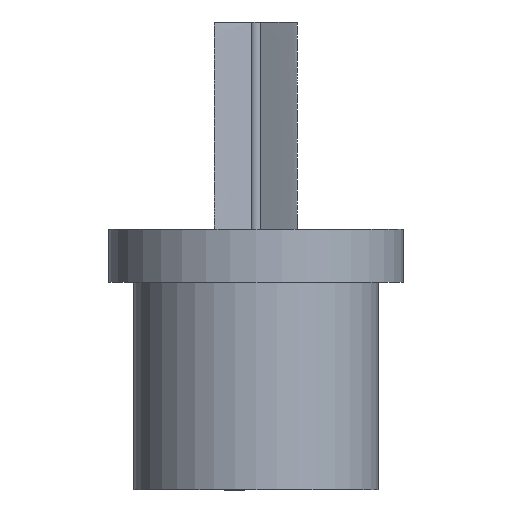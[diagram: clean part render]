
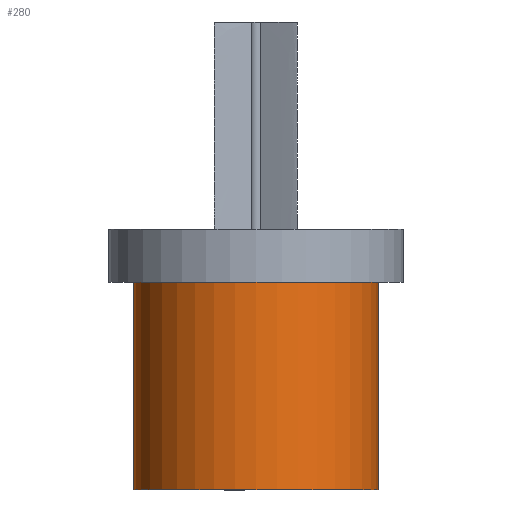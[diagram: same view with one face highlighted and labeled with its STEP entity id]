
A CAD part, front view. The second image highlights one B-rep face of the part: STEP entity #280.
In plain terms, the highlighted cylindrical face has radius 39.25 mm (diameter 78.5 mm), a full revolution.
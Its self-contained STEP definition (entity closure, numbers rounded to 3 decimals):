
#37=LINE('',#462,#48);
#48=VECTOR('',#390,39.25);
#59=CYLINDRICAL_SURFACE('',#327,39.25);
#77=FACE_OUTER_BOUND('',#100,.T.);
#100=EDGE_LOOP('',(#216,#217,#218,#219,#220));
#117=CIRCLE('',#321,39.25);
#119=CIRCLE('',#324,39.25);
#120=CIRCLE('',#325,39.25);
#135=VERTEX_POINT('',#450);
#137=VERTEX_POINT('',#455);
#138=VERTEX_POINT('',#456);
#164=EDGE_CURVE('',#135,#135,#117,.T.);
#166=EDGE_CURVE('',#137,#138,#119,.T.);
#167=EDGE_CURVE('',#138,#137,#120,.T.);
#169=EDGE_CURVE('',#137,#135,#37,.T.);
#216=ORIENTED_EDGE('',*,*,#166,.F.);
#217=ORIENTED_EDGE('',*,*,#169,.T.);
#218=ORIENTED_EDGE('',*,*,#164,.T.);
#219=ORIENTED_EDGE('',*,*,#169,.F.);
#220=ORIENTED_EDGE('',*,*,#167,.F.);
#280=ADVANCED_FACE('',(#77),#59,.T.);
#321=AXIS2_PLACEMENT_3D('',#451,#376,#377);
#324=AXIS2_PLACEMENT_3D('',#457,#382,#383);
#325=AXIS2_PLACEMENT_3D('',#458,#384,#385);
#327=AXIS2_PLACEMENT_3D('',#461,#388,#389);
#376=DIRECTION('center_axis',(0.,0.,1.));
#377=DIRECTION('ref_axis',(1.,0.,0.));
#382=DIRECTION('center_axis',(0.,0.,1.));
#383=DIRECTION('ref_axis',(1.,0.,0.));
#384=DIRECTION('center_axis',(0.,0.,1.));
#385=DIRECTION('ref_axis',(1.,0.,0.));
#388=DIRECTION('center_axis',(0.,0.,1.));
#389=DIRECTION('ref_axis',(1.,0.,0.));
#390=DIRECTION('',(0.,0.,-1.));
#450=CARTESIAN_POINT('',(-39.25,0.,0.));
#451=CARTESIAN_POINT('Origin',(0.,0.,0.));
#455=CARTESIAN_POINT('',(-39.25,0.,66.7));
#456=CARTESIAN_POINT('',(39.25,0.,66.7));
#457=CARTESIAN_POINT('Origin',(0.,0.,66.7));
#458=CARTESIAN_POINT('Origin',(0.,0.,66.7));
#461=CARTESIAN_POINT('Origin',(0.,0.,0.));
#462=CARTESIAN_POINT('',(-39.25,0.,0.));
